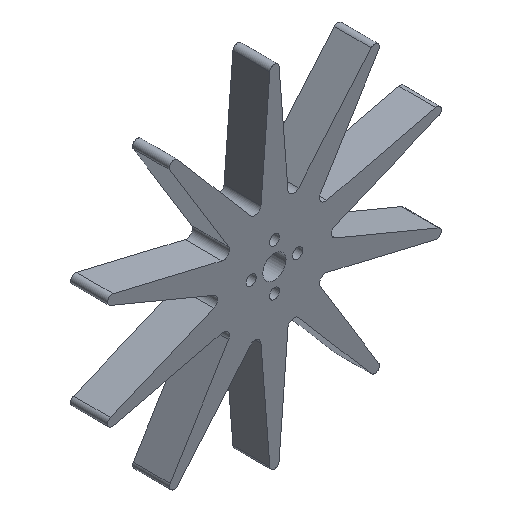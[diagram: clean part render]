
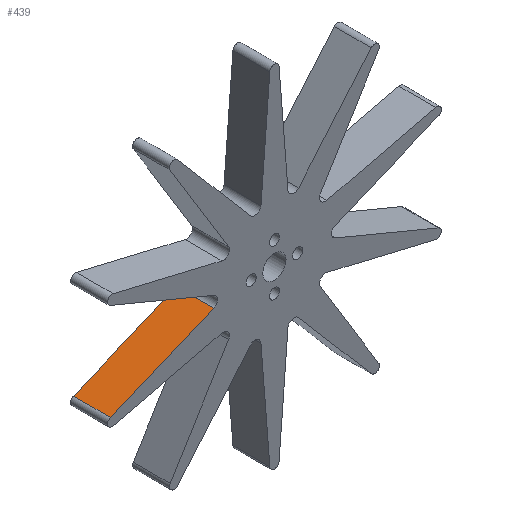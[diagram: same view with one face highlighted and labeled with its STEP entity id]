
A CAD part, isometric view. The second image highlights one B-rep face of the part: STEP entity #439.
In plain terms, the highlighted planar face has unit normal (-0.384, 0, 0.923).
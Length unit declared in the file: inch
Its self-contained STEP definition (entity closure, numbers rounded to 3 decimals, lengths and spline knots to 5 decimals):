
#18 = CARTESIAN_POINT ( 'NONE',  ( -2.2233, 0., -0.65689 ) ) ;
#71 = DIRECTION ( 'NONE',  ( 0.384, 0., -0.923 ) ) ;
#77 = EDGE_CURVE ( 'NONE', #521, #1281, #402, .T. ) ;
#86 = CARTESIAN_POINT ( 'NONE',  ( -2.2233, 0.5, -0.65689 ) ) ;
#113 = VECTOR ( 'NONE', #513, 39.37008 ) ;
#192 = ORIENTED_EDGE ( 'NONE', *, *, #77, .T. ) ;
#196 = FACE_OUTER_BOUND ( 'NONE', #1405, .T. ) ;
#265 = VECTOR ( 'NONE', #1402, 39.37008 ) ;
#349 = CARTESIAN_POINT ( 'NONE',  ( -0.82314, 0.5, -0.07501 ) ) ;
#402 = LINE ( 'NONE', #900, #265 ) ;
#439 = ADVANCED_FACE ( 'NONE', ( #196 ), #691, .F. ) ;
#503 = EDGE_CURVE ( 'NONE', #521, #1000, #1211, .T. ) ;
#513 = DIRECTION ( 'NONE',  ( 0.923, 0., 0.384 ) ) ;
#521 = VERTEX_POINT ( 'NONE', #840 ) ;
#535 = VECTOR ( 'NONE', #842, 39.37008 ) ;
#571 = DIRECTION ( 'NONE',  ( -0.923, 0., -0.384 ) ) ;
#586 = DIRECTION ( 'NONE',  ( 0.923, 0., 0.384 ) ) ;
#594 = VERTEX_POINT ( 'NONE', #989 ) ;
#628 = VECTOR ( 'NONE', #586, 39.37008 ) ;
#635 = ORIENTED_EDGE ( 'NONE', *, *, #503, .F. ) ;
#685 = CARTESIAN_POINT ( 'NONE',  ( -0.82314, 0.5, -0.07501 ) ) ;
#691 = PLANE ( 'NONE',  #1127 ) ;
#808 = EDGE_CURVE ( 'NONE', #1281, #594, #1139, .T. ) ;
#840 = CARTESIAN_POINT ( 'NONE',  ( -2.2233, 0.5, -0.65689 ) ) ;
#842 = DIRECTION ( 'NONE',  ( 0., -1., 0. ) ) ;
#900 = CARTESIAN_POINT ( 'NONE',  ( -2.2233, 0.5, -0.65689 ) ) ;
#989 = CARTESIAN_POINT ( 'NONE',  ( -0.82314, 0., -0.07501 ) ) ;
#1000 = VERTEX_POINT ( 'NONE', #685 ) ;
#1026 = ORIENTED_EDGE ( 'NONE', *, *, #808, .T. ) ;
#1127 = AXIS2_PLACEMENT_3D ( 'NONE', #1198, #71, #571 ) ;
#1139 = LINE ( 'NONE', #18, #113 ) ;
#1198 = CARTESIAN_POINT ( 'NONE',  ( -2.2233, 0.5, -0.65689 ) ) ;
#1211 = LINE ( 'NONE', #86, #628 ) ;
#1223 = ORIENTED_EDGE ( 'NONE', *, *, #1490, .F. ) ;
#1281 = VERTEX_POINT ( 'NONE', #1586 ) ;
#1402 = DIRECTION ( 'NONE',  ( 0., -1., 0. ) ) ;
#1405 = EDGE_LOOP ( 'NONE', ( #1026, #1223, #635, #192 ) ) ;
#1465 = LINE ( 'NONE', #349, #535 ) ;
#1490 = EDGE_CURVE ( 'NONE', #1000, #594, #1465, .T. ) ;
#1586 = CARTESIAN_POINT ( 'NONE',  ( -2.2233, 0., -0.65689 ) ) ;
